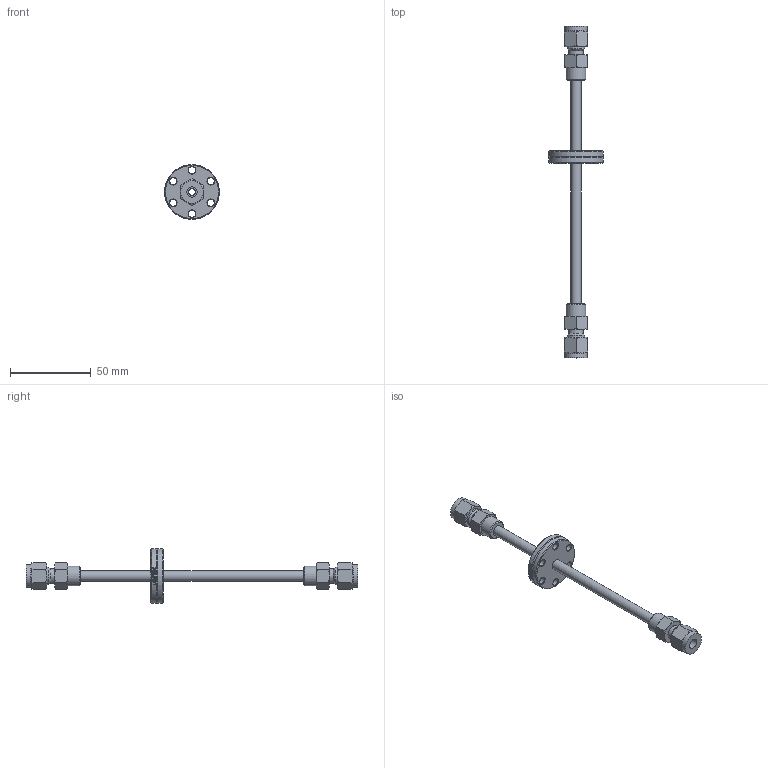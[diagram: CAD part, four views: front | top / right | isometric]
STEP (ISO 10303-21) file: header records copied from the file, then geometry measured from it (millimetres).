
FILE_DESCRIPTION(/* description */ (''),/* implementation_level */ '2;1');
FILE_NAME(/* name */ 'FL-LF1S-16CF.stp',/* time_stamp */ '2018-10-05T12:21:47+01:00',/* author */ ('paul'),/* organization */ (''),/* preprocessor_version */ 'ST-DEVELOPER v17.2',/* originating_system */ 'Autodesk Inventor 2019',/* authorisation */ '');
FILE_SCHEMA (('AUTOMOTIVE_DESIGN { 1 0 10303 214 3 1 1 }'));
Products named in the file (5): FL-LF1S-16CF; FL-LF1-16CF; FL-16CF; 6.35 tube for tube end version; SS-400-6-4W 0.25 inch Tube Socket Weld Union
Assembly tree (5 placements, depth 3):
  FL-LF1S-16CF
    FL-LF1-16CF
      FL-16CF
      6.35 tube for tube end version
    SS-400-6-4W 0.25 inch Tube Socket Weld Union  x2
Bounding box: 33.8 x 205.23 x 33.8 mm (x, y, z)
Volume: 16270.7 mm3; surface area: 13255.4 mm2
Topology: 4 solids, 4 shells, 233 faces, 593 edges, 385 vertices
Faces by surface type: plane 86, cone 69, bspline 41, cylinder 36, torus 1
Full cylindrical faces by diameter (mm): 3.95 x1, 4.4 x6, 4.826 x2, 6.35 x4, 6.604 x2, 8.953 x2, 11.112 x2, 12.192 x2, 14.224 x2, 21.4 x1, 33.8 x2
Entity records: 7170 total; most frequent: CARTESIAN_POINT 2726, ORIENTED_EDGE 944, DIRECTION 804, EDGE_CURVE 472, AXIS2_PLACEMENT_3D 322, VERTEX_POINT 309, EDGE_LOOP 211, FACE_OUTER_BOUND 181
